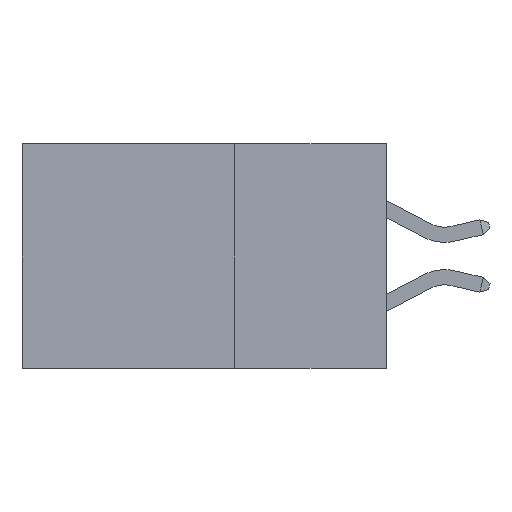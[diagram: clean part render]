
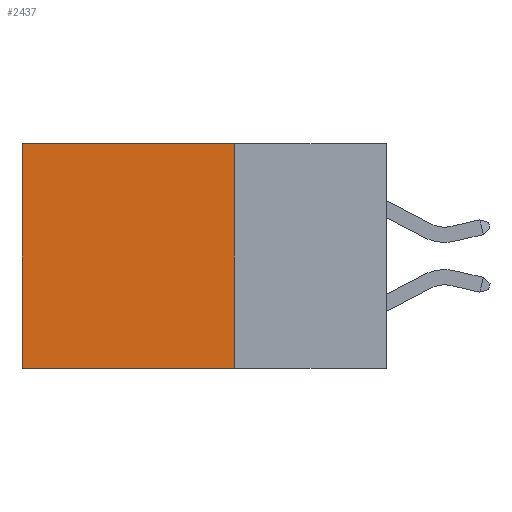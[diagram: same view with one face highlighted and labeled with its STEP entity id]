
A CAD part, left-side view. The second image highlights one B-rep face of the part: STEP entity #2437.
In plain terms, the highlighted planar face has unit normal (-1, 0, 0).
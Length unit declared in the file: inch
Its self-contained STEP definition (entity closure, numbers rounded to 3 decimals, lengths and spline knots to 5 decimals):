
#49 = DIRECTION ( 'NONE',  ( 1., 0., 0. ) ) ;
#764 = CARTESIAN_POINT ( 'NONE',  ( 0.2615, 0.6, -0.37 ) ) ;
#789 = PLANE ( 'NONE',  #11797 ) ;
#861 = ORIENTED_EDGE ( 'NONE', *, *, #7730, .T. ) ;
#1106 = CARTESIAN_POINT ( 'NONE',  ( 0.2615, 0.25, 0. ) ) ;
#1499 = EDGE_CURVE ( 'NONE', #3043, #3981, #10230, .T. ) ;
#2136 = ORIENTED_EDGE ( 'NONE', *, *, #1499, .F. ) ;
#2437 = ADVANCED_FACE ( 'NONE', ( #16358 ), #789, .F. ) ;
#3043 = VERTEX_POINT ( 'NONE', #1106 ) ;
#3172 = VECTOR ( 'NONE', #5765, 39.37008 ) ;
#3476 = EDGE_CURVE ( 'NONE', #3981, #3672, #10755, .T. ) ;
#3672 = VERTEX_POINT ( 'NONE', #764 ) ;
#3801 = LINE ( 'NONE', #6276, #13575 ) ;
#3936 = EDGE_LOOP ( 'NONE', ( #861, #14636, #2136, #12784 ) ) ;
#3981 = VERTEX_POINT ( 'NONE', #10100 ) ;
#4031 = DIRECTION ( 'NONE',  ( 0., 0., -1. ) ) ;
#4380 = VECTOR ( 'NONE', #14854, 39.37008 ) ;
#5765 = DIRECTION ( 'NONE',  ( 0., 1., 0. ) ) ;
#6092 = DIRECTION ( 'NONE',  ( 0., 0., -1. ) ) ;
#6276 = CARTESIAN_POINT ( 'NONE',  ( 0.2615, 0.6, -0.37 ) ) ;
#7556 = CARTESIAN_POINT ( 'NONE',  ( 0.2615, 0.25, -0.37 ) ) ;
#7730 = EDGE_CURVE ( 'NONE', #14020, #3672, #3801, .T. ) ;
#9478 = CARTESIAN_POINT ( 'NONE',  ( 0.2615, 0.6, 0. ) ) ;
#10100 = CARTESIAN_POINT ( 'NONE',  ( 0.2615, 0.25, -0.37 ) ) ;
#10230 = LINE ( 'NONE', #10627, #16021 ) ;
#10627 = CARTESIAN_POINT ( 'NONE',  ( 0.2615, 0.25, -0.37 ) ) ;
#10715 = CARTESIAN_POINT ( 'NONE',  ( 0.2615, 0.25, -0.37 ) ) ;
#10755 = LINE ( 'NONE', #7556, #4380 ) ;
#11797 = AXIS2_PLACEMENT_3D ( 'NONE', #10715, #49, #4031 ) ;
#12107 = CARTESIAN_POINT ( 'NONE',  ( 0.2615, 0.25, 0. ) ) ;
#12784 = ORIENTED_EDGE ( 'NONE', *, *, #14640, .T. ) ;
#13003 = LINE ( 'NONE', #12107, #3172 ) ;
#13575 = VECTOR ( 'NONE', #6092, 39.37008 ) ;
#14020 = VERTEX_POINT ( 'NONE', #9478 ) ;
#14540 = DIRECTION ( 'NONE',  ( 0., 0., -1. ) ) ;
#14636 = ORIENTED_EDGE ( 'NONE', *, *, #3476, .F. ) ;
#14640 = EDGE_CURVE ( 'NONE', #3043, #14020, #13003, .T. ) ;
#14854 = DIRECTION ( 'NONE',  ( 0., 1., 0. ) ) ;
#16021 = VECTOR ( 'NONE', #14540, 39.37008 ) ;
#16358 = FACE_OUTER_BOUND ( 'NONE', #3936, .T. ) ;
